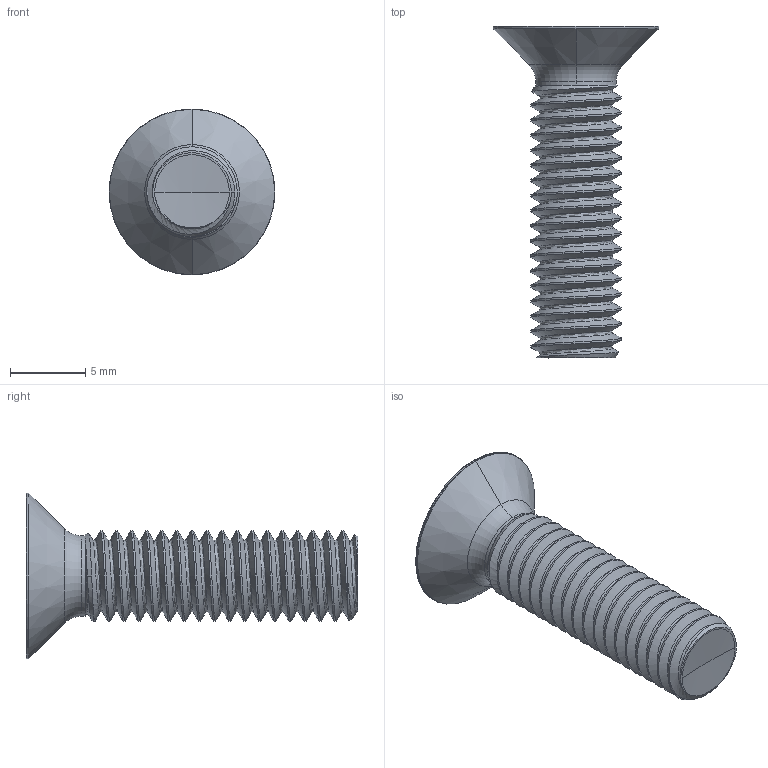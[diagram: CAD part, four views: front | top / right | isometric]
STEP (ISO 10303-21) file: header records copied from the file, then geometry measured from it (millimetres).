
FILE_DESCRIPTION (( 'STEP AP203' ), '1' );
FILE_NAME ('STM330600220.STEP', '2019-03-16T02:47:06', ( '' ), ( '' ), 'SwSTEP 2.0', 'SolidWorks 2015', '' );
FILE_SCHEMA (( 'CONFIG_CONTROL_DESIGN' ));
Length unit declared in the file: millimetre
Products named in the file (1): STM330600220
Bounding box: 11 x 22 x 11 mm (x, y, z)
Volume: 576.9 mm3; surface area: 792.7 mm2
Topology: 1 solids, 1 shells, 193 faces, 454 edges, 262 vertices
Faces by surface type: cylinder 79, bspline 46, sphere 26, plane 24, cone 10, torus 8
Entity records: 24192 total; most frequent: CARTESIAN_POINT 20265, ORIENTED_EDGE 904, DIRECTION 712, EDGE_CURVE 452, AXIS2_PLACEMENT_3D 293, VERTEX_POINT 262, EDGE_LOOP 194, ADVANCED_FACE 193
